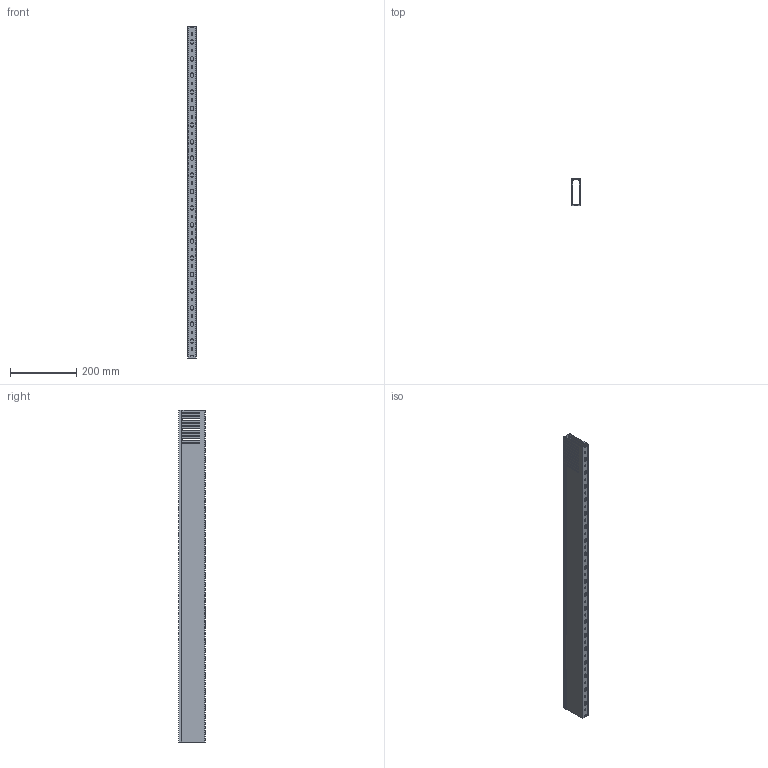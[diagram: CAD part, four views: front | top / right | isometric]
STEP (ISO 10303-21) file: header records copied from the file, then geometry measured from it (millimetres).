
FILE_DESCRIPTION (( 'STEP AP203' ), '1' );
FILE_NAME ('T1E-1030G1-1.step', '2023-06-22T20:18:09', ( '' ), ( '' ), 'SwSTEP 2.0', 'SolidWorks 2021', '' );
FILE_SCHEMA (( 'CONFIG_CONTROL_DESIGN' ));
Length unit declared in the file: millimetre
Products named in the file (1): T1E-1030G1-1
Bounding box: 25 x 80 x 1000 mm (x, y, z)
Volume: 395683.3 mm3; surface area: 445170.6 mm2
Topology: 2 solids, 2 shells, 745 faces, 2223 edges, 1482 vertices
Faces by surface type: plane 434, cylinder 311
Entity records: 25310 total; most frequent: CARTESIAN_POINT 4691, ORIENTED_EDGE 4446, DIRECTION 4217, EDGE_CURVE 2223, VECTOR 1561, LINE 1561, VERTEX_POINT 1482, AXIS2_PLACEMENT_3D 1328
